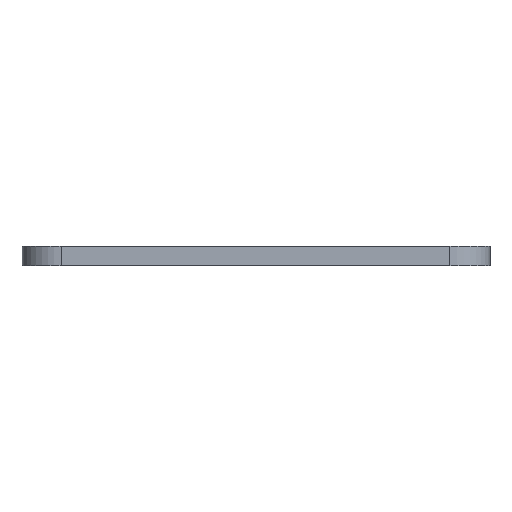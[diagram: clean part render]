
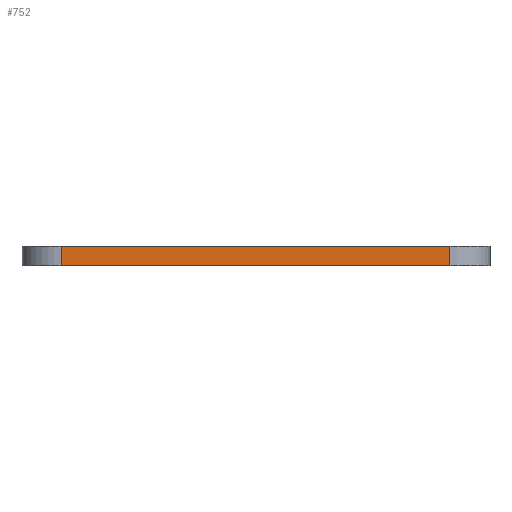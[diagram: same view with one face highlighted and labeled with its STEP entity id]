
A CAD part, left-side view. The second image highlights one B-rep face of the part: STEP entity #752.
In plain terms, the highlighted planar face has unit normal (-1, 0, 0).
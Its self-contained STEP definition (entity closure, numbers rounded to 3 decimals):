
#38=PLANE('',#828);
#68=FACE_OUTER_BOUND('',#106,.T.);
#106=EDGE_LOOP('',(#573,#574,#575,#576));
#174=LINE('',#1206,#242);
#175=LINE('',#1209,#243);
#176=LINE('',#1211,#244);
#177=LINE('',#1212,#245);
#242=VECTOR('',#984,10.);
#243=VECTOR('',#987,10.);
#244=VECTOR('',#988,10.);
#245=VECTOR('',#989,10.);
#355=VERTEX_POINT('',#1202);
#356=VERTEX_POINT('',#1204);
#357=VERTEX_POINT('',#1208);
#358=VERTEX_POINT('',#1210);
#446=EDGE_CURVE('',#355,#356,#174,.T.);
#447=EDGE_CURVE('',#357,#355,#175,.T.);
#448=EDGE_CURVE('',#358,#356,#176,.T.);
#449=EDGE_CURVE('',#357,#358,#177,.T.);
#573=ORIENTED_EDGE('',*,*,#447,.T.);
#574=ORIENTED_EDGE('',*,*,#446,.T.);
#575=ORIENTED_EDGE('',*,*,#448,.F.);
#576=ORIENTED_EDGE('',*,*,#449,.F.);
#752=ADVANCED_FACE('',(#68),#38,.T.);
#828=AXIS2_PLACEMENT_3D('',#1207,#985,#986);
#984=DIRECTION('',(0.,0.,1.));
#985=DIRECTION('center_axis',(-1.,0.,0.));
#986=DIRECTION('ref_axis',(0.,-1.,0.));
#987=DIRECTION('',(0.,-1.,0.));
#988=DIRECTION('',(0.,-1.,0.));
#989=DIRECTION('',(0.,0.,1.));
#1202=CARTESIAN_POINT('',(58.251,-187.203,-3.9));
#1204=CARTESIAN_POINT('',(58.251,-187.203,0.6));
#1206=CARTESIAN_POINT('',(58.251,-187.203,-3.9));
#1207=CARTESIAN_POINT('Origin',(58.251,-97.532,-3.9));
#1208=CARTESIAN_POINT('',(58.251,-97.532,-3.9));
#1209=CARTESIAN_POINT('',(58.251,-97.532,-3.9));
#1210=CARTESIAN_POINT('',(58.251,-97.532,0.6));
#1211=CARTESIAN_POINT('',(58.251,-97.532,0.6));
#1212=CARTESIAN_POINT('',(58.251,-97.532,-3.9));
